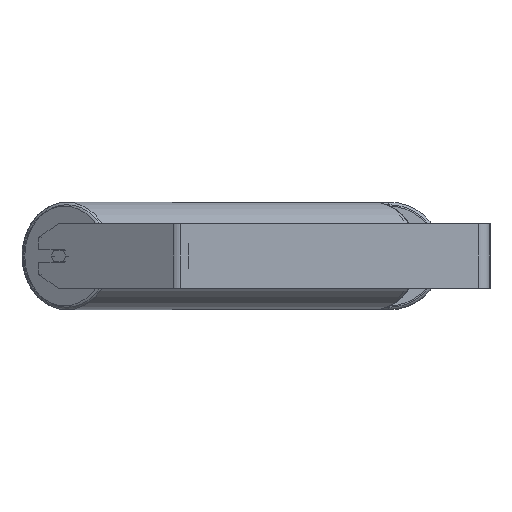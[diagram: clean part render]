
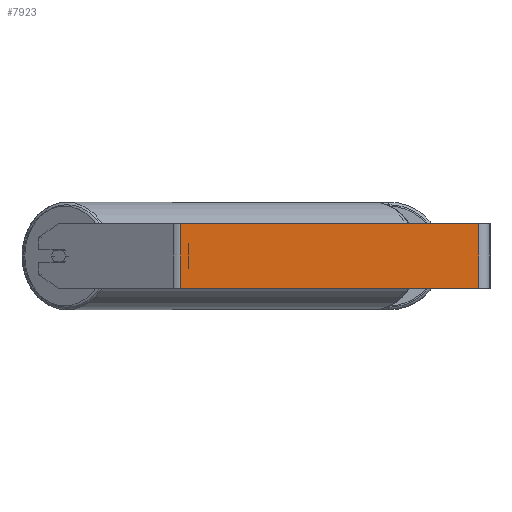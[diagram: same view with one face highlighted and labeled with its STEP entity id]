
A CAD part, left-side view. The second image highlights one B-rep face of the part: STEP entity #7923.
In plain terms, the highlighted planar face has unit normal (-1, 0, 0).
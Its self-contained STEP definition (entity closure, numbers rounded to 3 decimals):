
#29 = EDGE_CURVE ( 'NONE', #7672, #3429, #7921, .T. ) ;
#148 = FACE_OUTER_BOUND ( 'NONE', #3839, .T. ) ;
#290 = EDGE_CURVE ( 'NONE', #3429, #2177, #4275, .T. ) ;
#896 = EDGE_CURVE ( 'NONE', #3289, #2177, #8155, .T. ) ;
#912 = CARTESIAN_POINT ( 'NONE',  ( -1045., 386.706, -40. ) ) ;
#1002 = ORIENTED_EDGE ( 'NONE', *, *, #29, .T. ) ;
#1560 = CARTESIAN_POINT ( 'NONE',  ( -1045., 386.706, 40. ) ) ;
#1904 = LINE ( 'NONE', #8102, #1921 ) ;
#1921 = VECTOR ( 'NONE', #4782, 1000. ) ;
#1991 = VECTOR ( 'NONE', #3214, 1000. ) ;
#2124 = CARTESIAN_POINT ( 'NONE',  ( -1045., 14., 40. ) ) ;
#2177 = VERTEX_POINT ( 'NONE', #2698 ) ;
#2399 = CARTESIAN_POINT ( 'NONE',  ( -1045., 382.292, 40. ) ) ;
#2698 = CARTESIAN_POINT ( 'NONE',  ( -1045., 14., -40. ) ) ;
#2888 = DIRECTION ( 'NONE',  ( 0., -1., 0. ) ) ;
#3214 = DIRECTION ( 'NONE',  ( 0., 0., -1. ) ) ;
#3289 = VERTEX_POINT ( 'NONE', #3413 ) ;
#3323 = DIRECTION ( 'NONE',  ( 0., 0., -1. ) ) ;
#3413 = CARTESIAN_POINT ( 'NONE',  ( -1045., 14., 40. ) ) ;
#3429 = VERTEX_POINT ( 'NONE', #7677 ) ;
#3839 = EDGE_LOOP ( 'NONE', ( #7949, #8470, #4226, #1002 ) ) ;
#4226 = ORIENTED_EDGE ( 'NONE', *, *, #5883, .F. ) ;
#4275 = LINE ( 'NONE', #912, #6241 ) ;
#4354 = DIRECTION ( 'NONE',  ( 0., 0., -1. ) ) ;
#4636 = CARTESIAN_POINT ( 'NONE',  ( -1045., 382.292, 40. ) ) ;
#4782 = DIRECTION ( 'NONE',  ( 0., -1., 0. ) ) ;
#4931 = DIRECTION ( 'NONE',  ( 1., 0., 0. ) ) ;
#5883 = EDGE_CURVE ( 'NONE', #7672, #3289, #1904, .T. ) ;
#6241 = VECTOR ( 'NONE', #2888, 1000. ) ;
#6249 = VECTOR ( 'NONE', #3323, 1000. ) ;
#6347 = PLANE ( 'NONE',  #7475 ) ;
#7475 = AXIS2_PLACEMENT_3D ( 'NONE', #1560, #4931, #4354 ) ;
#7672 = VERTEX_POINT ( 'NONE', #2399 ) ;
#7677 = CARTESIAN_POINT ( 'NONE',  ( -1045., 382.292, -40. ) ) ;
#7921 = LINE ( 'NONE', #4636, #1991 ) ;
#7923 = ADVANCED_FACE ( 'NONE', ( #148 ), #6347, .F. ) ;
#7949 = ORIENTED_EDGE ( 'NONE', *, *, #290, .T. ) ;
#8102 = CARTESIAN_POINT ( 'NONE',  ( -1045., 386.706, 40. ) ) ;
#8155 = LINE ( 'NONE', #2124, #6249 ) ;
#8470 = ORIENTED_EDGE ( 'NONE', *, *, #896, .F. ) ;
